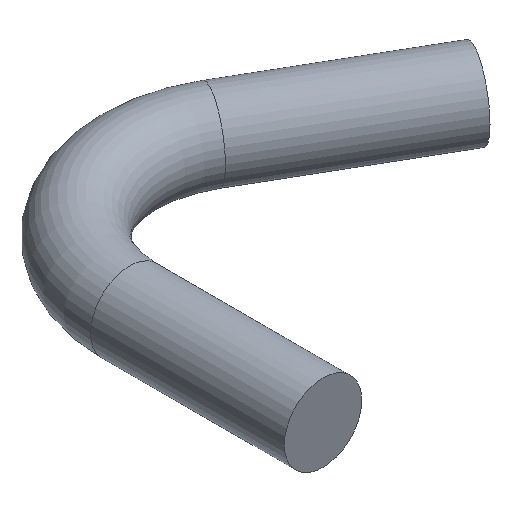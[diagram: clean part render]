
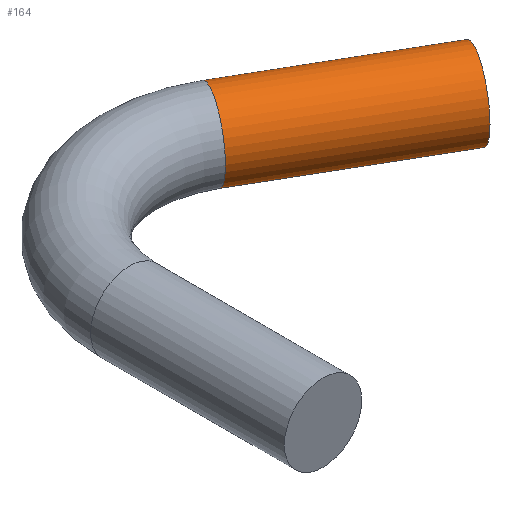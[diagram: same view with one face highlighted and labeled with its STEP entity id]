
A CAD part, isometric view. The second image highlights one B-rep face of the part: STEP entity #164.
In plain terms, the highlighted face is a extrusion surface.
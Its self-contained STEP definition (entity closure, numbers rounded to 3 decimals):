
#65 = TOROIDAL_SURFACE('',#66,10.,3.);
#66 = AXIS2_PLACEMENT_3D('',#67,#68,#69);
#67 = CARTESIAN_POINT('',(10.,15.,0.));
#68 = DIRECTION('',(0.,0.,-1.));
#69 = DIRECTION('',(1.,0.,0.));
#112 = VERTEX_POINT('',#113);
#113 = CARTESIAN_POINT('',(13.5,21.062,0.));
#134 = EDGE_CURVE('',#112,#112,#135,.T.);
#135 = SURFACE_CURVE('',#136,(#141,#148),.PCURVE_S1.);
#136 = CIRCLE('',#137,3.);
#137 = AXIS2_PLACEMENT_3D('',#138,#139,#140);
#138 = CARTESIAN_POINT('',(15.,23.66,0.));
#139 = DIRECTION('',(-0.866,0.5,0.));
#140 = DIRECTION('',(0.5,0.866,0.));
#141 = PCURVE('',#65,#142);
#142 = DEFINITIONAL_REPRESENTATION('',(#143),#147);
#143 = LINE('',#144,#145);
#144 = CARTESIAN_POINT('',(5.236,0.));
#145 = VECTOR('',#146,1.);
#146 = DIRECTION('',(0.,1.));
#147 = ( GEOMETRIC_REPRESENTATION_CONTEXT(2) 
PARAMETRIC_REPRESENTATION_CONTEXT() REPRESENTATION_CONTEXT('2D SPACE',''
  ) );
#148 = PCURVE('',#149,#157);
#149 = SURFACE_OF_LINEAR_EXTRUSION('',#150,#155);
#150 = CIRCLE('',#151,3.);
#151 = AXIS2_PLACEMENT_3D('',#152,#153,#154);
#152 = CARTESIAN_POINT('',(15.,23.66,0.));
#153 = DIRECTION('',(-0.866,0.5,0.));
#154 = DIRECTION('',(-0.5,-0.866,0.));
#155 = VECTOR('',#156,1.);
#156 = DIRECTION('',(0.866,-0.5,0.));
#157 = DEFINITIONAL_REPRESENTATION('',(#158),#161);
#158 = B_SPLINE_CURVE_WITH_KNOTS('',1,(#159,#160),.UNSPECIFIED.,.F.,.F.,
  (2,2),(3.142,9.425),.PIECEWISE_BEZIER_KNOTS.);
#159 = CARTESIAN_POINT('',(0.,0.));
#160 = CARTESIAN_POINT('',(6.283,0.));
#161 = ( GEOMETRIC_REPRESENTATION_CONTEXT(2) 
PARAMETRIC_REPRESENTATION_CONTEXT() REPRESENTATION_CONTEXT('2D SPACE',''
  ) );
#164 = ADVANCED_FACE('',(#165),#149,.F.);
#165 = FACE_BOUND('',#166,.F.);
#166 = EDGE_LOOP('',(#167,#189,#220,#221));
#167 = ORIENTED_EDGE('',*,*,#168,.T.);
#168 = EDGE_CURVE('',#112,#169,#171,.T.);
#169 = VERTEX_POINT('',#170);
#170 = CARTESIAN_POINT('',(26.49,13.562,
    0.));
#171 = SEAM_CURVE('',#172,(#176,#182),.PCURVE_S1.);
#172 = LINE('',#173,#174);
#173 = CARTESIAN_POINT('',(13.5,21.062,0.));
#174 = VECTOR('',#175,1.);
#175 = DIRECTION('',(0.866,-0.5,0.));
#176 = PCURVE('',#149,#177);
#177 = DEFINITIONAL_REPRESENTATION('',(#178),#181);
#178 = B_SPLINE_CURVE_WITH_KNOTS('',1,(#179,#180),.UNSPECIFIED.,.F.,.F.,
  (2,2),(0.,15.),.PIECEWISE_BEZIER_KNOTS.);
#179 = CARTESIAN_POINT('',(6.283,0.));
#180 = CARTESIAN_POINT('',(6.283,15.));
#181 = ( GEOMETRIC_REPRESENTATION_CONTEXT(2) 
PARAMETRIC_REPRESENTATION_CONTEXT() REPRESENTATION_CONTEXT('2D SPACE',''
  ) );
#182 = PCURVE('',#149,#183);
#183 = DEFINITIONAL_REPRESENTATION('',(#184),#188);
#184 = LINE('',#185,#186);
#185 = CARTESIAN_POINT('',(0.,0.));
#186 = VECTOR('',#187,1.);
#187 = DIRECTION('',(0.,1.));
#188 = ( GEOMETRIC_REPRESENTATION_CONTEXT(2) 
PARAMETRIC_REPRESENTATION_CONTEXT() REPRESENTATION_CONTEXT('2D SPACE',''
  ) );
#189 = ORIENTED_EDGE('',*,*,#190,.F.);
#190 = EDGE_CURVE('',#169,#169,#191,.T.);
#191 = SURFACE_CURVE('',#192,(#197,#204),.PCURVE_S1.);
#192 = CIRCLE('',#193,3.);
#193 = AXIS2_PLACEMENT_3D('',#194,#195,#196);
#194 = CARTESIAN_POINT('',(27.99,16.16,0.));
#195 = DIRECTION('',(-0.866,0.5,0.));
#196 = DIRECTION('',(-0.5,-0.866,0.));
#197 = PCURVE('',#149,#198);
#198 = DEFINITIONAL_REPRESENTATION('',(#199),#203);
#199 = LINE('',#200,#201);
#200 = CARTESIAN_POINT('',(0.,15.));
#201 = VECTOR('',#202,1.);
#202 = DIRECTION('',(1.,0.));
#203 = ( GEOMETRIC_REPRESENTATION_CONTEXT(2) 
PARAMETRIC_REPRESENTATION_CONTEXT() REPRESENTATION_CONTEXT('2D SPACE',''
  ) );
#204 = PCURVE('',#205,#210);
#205 = PLANE('',#206);
#206 = AXIS2_PLACEMENT_3D('',#207,#208,#209);
#207 = CARTESIAN_POINT('',(27.99,16.16,
    0.));
#208 = DIRECTION('',(0.866,-0.5,0.));
#209 = DIRECTION('',(0.5,0.866,0.));
#210 = DEFINITIONAL_REPRESENTATION('',(#211),#219);
#211 = ( BOUNDED_CURVE() B_SPLINE_CURVE(2,(#212,#213,#214,#215,#216,#217
,#218),.UNSPECIFIED.,.F.,.F.) B_SPLINE_CURVE_WITH_KNOTS((1,2,2,2,2,1),(
    -2.094,0.,2.094,4.189,6.283,
8.378),.UNSPECIFIED.) CURVE() GEOMETRIC_REPRESENTATION_ITEM() 
RATIONAL_B_SPLINE_CURVE((1.,0.5,1.,0.5,1.,0.5,1.)) REPRESENTATION_ITEM(
  '') );
#212 = CARTESIAN_POINT('',(-3.,0.));
#213 = CARTESIAN_POINT('',(-3.,5.196));
#214 = CARTESIAN_POINT('',(1.5,2.598));
#215 = CARTESIAN_POINT('',(6.,0.));
#216 = CARTESIAN_POINT('',(1.5,-2.598));
#217 = CARTESIAN_POINT('',(-3.,-5.196));
#218 = CARTESIAN_POINT('',(-3.,0.));
#219 = ( GEOMETRIC_REPRESENTATION_CONTEXT(2) 
PARAMETRIC_REPRESENTATION_CONTEXT() REPRESENTATION_CONTEXT('2D SPACE',''
  ) );
#220 = ORIENTED_EDGE('',*,*,#168,.F.);
#221 = ORIENTED_EDGE('',*,*,#134,.T.);
